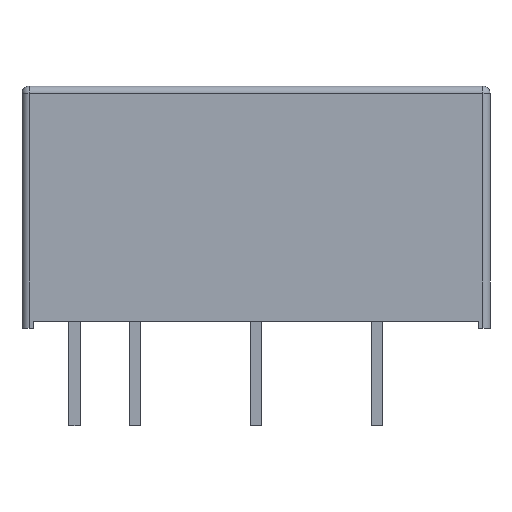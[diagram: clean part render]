
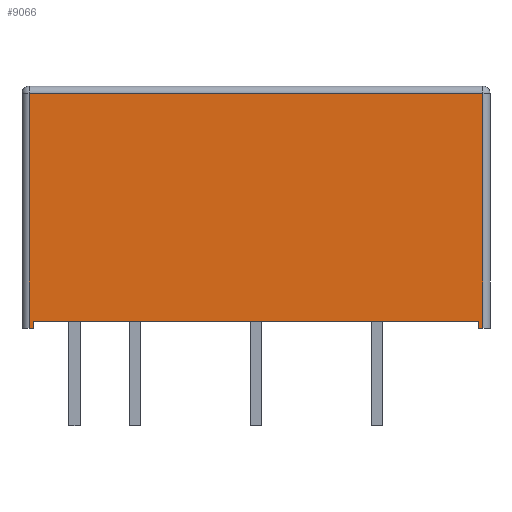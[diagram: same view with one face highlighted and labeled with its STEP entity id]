
A CAD part, front view. The second image highlights one B-rep face of the part: STEP entity #9066.
In plain terms, the highlighted planar face has unit normal (0, -1, 0).
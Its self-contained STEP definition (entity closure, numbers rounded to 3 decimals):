
#108 = DIRECTION ( 'NONE',  ( -1., 0., 0. ) ) ;
#221 = CARTESIAN_POINT ( 'NONE',  ( -9.525, -6.15, 10.16 ) ) ;
#313 = FACE_OUTER_BOUND ( 'NONE', #8322, .T. ) ;
#505 = DIRECTION ( 'NONE',  ( 1., 0., 0. ) ) ;
#859 = CARTESIAN_POINT ( 'NONE',  ( -9.325, -6.15, -0.3 ) ) ;
#864 = EDGE_CURVE ( 'NONE', #2721, #943, #2914, .T. ) ;
#879 = VECTOR ( 'NONE', #505, 1000. ) ;
#887 = ORIENTED_EDGE ( 'NONE', *, *, #15086, .T. ) ;
#943 = VERTEX_POINT ( 'NONE', #5530 ) ;
#1149 = CARTESIAN_POINT ( 'NONE',  ( 9.525, -6.15, 9.86 ) ) ;
#1196 = CARTESIAN_POINT ( 'NONE',  ( -9.525, -6.15, 0. ) ) ;
#1355 = LINE ( 'NONE', #221, #2356 ) ;
#2025 = LINE ( 'NONE', #7025, #3430 ) ;
#2116 = ORIENTED_EDGE ( 'NONE', *, *, #6999, .T. ) ;
#2356 = VECTOR ( 'NONE', #2684, 1000. ) ;
#2369 = DIRECTION ( 'NONE',  ( 0., 0., 1. ) ) ;
#2400 = CARTESIAN_POINT ( 'NONE',  ( 9.325, -6.15, 0. ) ) ;
#2606 = PLANE ( 'NONE',  #11305 ) ;
#2684 = DIRECTION ( 'NONE',  ( 0., 0., -1. ) ) ;
#2721 = VERTEX_POINT ( 'NONE', #2400 ) ;
#2914 = LINE ( 'NONE', #7607, #8371 ) ;
#3004 = VERTEX_POINT ( 'NONE', #1196 ) ;
#3430 = VECTOR ( 'NONE', #5897, 1000. ) ;
#3508 = CARTESIAN_POINT ( 'NONE',  ( 9.525, -6.15, 0. ) ) ;
#4238 = VERTEX_POINT ( 'NONE', #4570 ) ;
#4390 = LINE ( 'NONE', #7994, #8531 ) ;
#4569 = ORIENTED_EDGE ( 'NONE', *, *, #4973, .F. ) ;
#4570 = CARTESIAN_POINT ( 'NONE',  ( -9.525, -6.15, 9.86 ) ) ;
#4837 = LINE ( 'NONE', #10470, #5643 ) ;
#4960 = VERTEX_POINT ( 'NONE', #3508 ) ;
#4973 = EDGE_CURVE ( 'NONE', #943, #13856, #2025, .T. ) ;
#5034 = DIRECTION ( 'NONE',  ( 0., 0., 1. ) ) ;
#5530 = CARTESIAN_POINT ( 'NONE',  ( 9.325, -6.15, 0.3 ) ) ;
#5643 = VECTOR ( 'NONE', #108, 1000. ) ;
#5746 = LINE ( 'NONE', #859, #9520 ) ;
#5840 = DIRECTION ( 'NONE',  ( 1., 0., 0. ) ) ;
#5897 = DIRECTION ( 'NONE',  ( -1., 0., 0. ) ) ;
#6865 = EDGE_CURVE ( 'NONE', #2721, #4960, #4390, .T. ) ;
#6999 = EDGE_CURVE ( 'NONE', #4238, #3004, #1355, .T. ) ;
#7025 = CARTESIAN_POINT ( 'NONE',  ( -9.325, -6.15, 0.3 ) ) ;
#7060 = CARTESIAN_POINT ( 'NONE',  ( -9.825, -6.15, 10.16 ) ) ;
#7168 = VERTEX_POINT ( 'NONE', #14959 ) ;
#7442 = VERTEX_POINT ( 'NONE', #1149 ) ;
#7607 = CARTESIAN_POINT ( 'NONE',  ( 9.325, -6.15, -0.3 ) ) ;
#7994 = CARTESIAN_POINT ( 'NONE',  ( -9.825, -6.15, 0. ) ) ;
#8164 = DIRECTION ( 'NONE',  ( 0., 0., 1. ) ) ;
#8322 = EDGE_LOOP ( 'NONE', ( #12269, #12834, #11543, #2116, #887, #11630, #4569, #13807 ) ) ;
#8325 = EDGE_CURVE ( 'NONE', #13856, #7168, #5746, .T. ) ;
#8371 = VECTOR ( 'NONE', #5034, 1000. ) ;
#8531 = VECTOR ( 'NONE', #5840, 1000. ) ;
#8664 = CARTESIAN_POINT ( 'NONE',  ( -9.825, -6.15, 0. ) ) ;
#9066 = ADVANCED_FACE ( 'NONE', ( #313 ), #2606, .F. ) ;
#9520 = VECTOR ( 'NONE', #11479, 1000. ) ;
#10007 = VECTOR ( 'NONE', #2369, 1000. ) ;
#10470 = CARTESIAN_POINT ( 'NONE',  ( -9.825, -6.15, 9.86 ) ) ;
#10702 = LINE ( 'NONE', #8664, #879 ) ;
#11305 = AXIS2_PLACEMENT_3D ( 'NONE', #7060, #11994, #8164 ) ;
#11479 = DIRECTION ( 'NONE',  ( 0., 0., -1. ) ) ;
#11543 = ORIENTED_EDGE ( 'NONE', *, *, #13095, .T. ) ;
#11630 = ORIENTED_EDGE ( 'NONE', *, *, #8325, .F. ) ;
#11994 = DIRECTION ( 'NONE',  ( 0., 1., 0. ) ) ;
#12269 = ORIENTED_EDGE ( 'NONE', *, *, #6865, .T. ) ;
#12439 = EDGE_CURVE ( 'NONE', #4960, #7442, #14081, .T. ) ;
#12834 = ORIENTED_EDGE ( 'NONE', *, *, #12439, .T. ) ;
#12925 = CARTESIAN_POINT ( 'NONE',  ( 9.525, -6.15, 10.16 ) ) ;
#13095 = EDGE_CURVE ( 'NONE', #7442, #4238, #4837, .T. ) ;
#13807 = ORIENTED_EDGE ( 'NONE', *, *, #864, .F. ) ;
#13856 = VERTEX_POINT ( 'NONE', #15001 ) ;
#14081 = LINE ( 'NONE', #12925, #10007 ) ;
#14959 = CARTESIAN_POINT ( 'NONE',  ( -9.325, -6.15, 0. ) ) ;
#15001 = CARTESIAN_POINT ( 'NONE',  ( -9.325, -6.15, 0.3 ) ) ;
#15086 = EDGE_CURVE ( 'NONE', #3004, #7168, #10702, .T. ) ;
